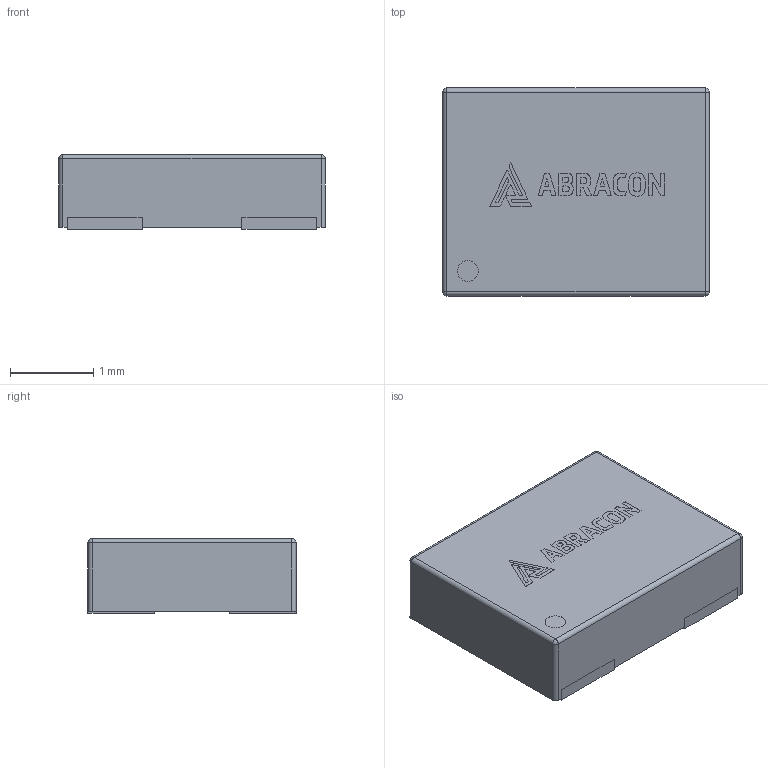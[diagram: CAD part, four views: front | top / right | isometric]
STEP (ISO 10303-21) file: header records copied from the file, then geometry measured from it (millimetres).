
FILE_DESCRIPTION (( 'STEP AP214' ), '1' );
FILE_NAME ('ASEMB-50.000MHZ-LC-T.STEP', '2022-10-18T02:08:28', ( '' ), ( '' ), 'SwSTEP 2.0', 'SolidWorks 2022', '' );
FILE_SCHEMA (( 'AUTOMOTIVE_DESIGN' ));
Length unit declared in the file: millimetre
Products named in the file (3): ASEMB-50.000MHZ-LC-T; Abracon New Logo
Assembly tree (2 placements, depth 2):
  ASEMB-50.000MHZ-LC-T
    ASEMB-50.000MHZ-LC-T
    Abracon New Logo
Bounding box: 3.2 x 2.5 x 0.9 mm (x, y, z)
Volume: 7.1 mm3; surface area: 34.9 mm2
Topology: 14 solids, 14 shells, 199 faces, 502 edges, 328 vertices
Faces by surface type: plane 100, bspline 83, cylinder 12, sphere 4
Entity records: 6887 total; most frequent: CARTESIAN_POINT 2109, ORIENTED_EDGE 996, DIRECTION 598, EDGE_CURVE 498, VERTEX_POINT 328, LINE 308, VECTOR 308, EDGE_LOOP 216
